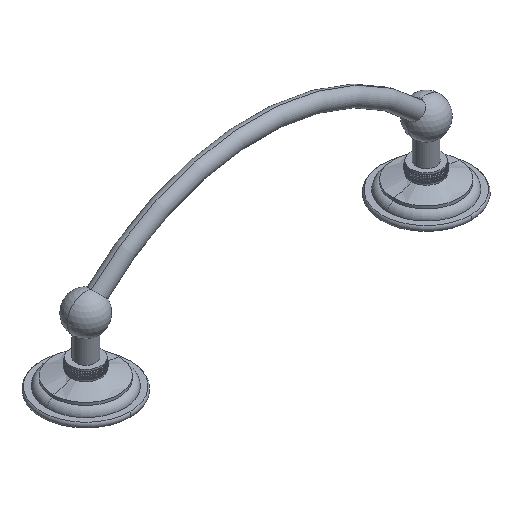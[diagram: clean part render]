
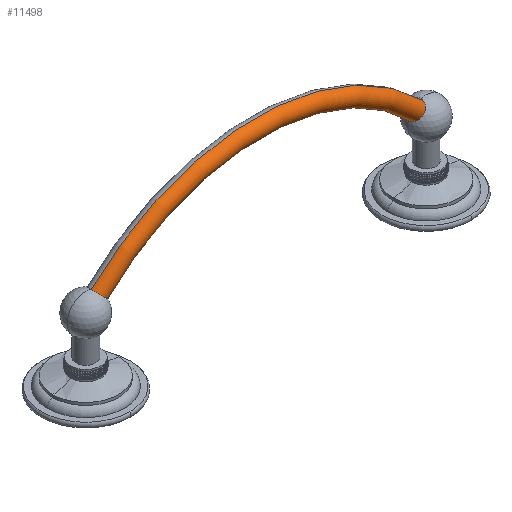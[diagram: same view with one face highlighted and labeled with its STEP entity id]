
A CAD part, isometric view. The second image highlights one B-rep face of the part: STEP entity #11498.
In plain terms, the highlighted toroidal (fillet/blend) face has major radius 136.233 mm and minor radius 5.004 mm.
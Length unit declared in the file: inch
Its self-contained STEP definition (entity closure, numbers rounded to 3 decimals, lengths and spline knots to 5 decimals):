
#2940=CARTESIAN_POINT('',(0.20743,0.,1.70221));
#2941=DIRECTION('',(0.707,0.,0.707));
#2942=DIRECTION('',(-0.707,0.,0.707));
#2943=AXIS2_PLACEMENT_3D('',#2940,#2941,#2942);
#2955=CARTESIAN_POINT('',(4.,0.,-2.09036));
#2956=DIRECTION('',(0.,1.,0.));
#2957=DIRECTION('',(-0.707,0.,0.707));
#2958=AXIS2_PLACEMENT_3D('',#2955,#2956,#2957);
#2960=CARTESIAN_POINT('',(4.,0.,-2.09036));
#2961=DIRECTION('',(0.,1.,0.));
#2962=DIRECTION('',(-0.707,0.,0.707));
#2963=AXIS2_PLACEMENT_3D('',#2960,#2961,#2962);
#2970=CARTESIAN_POINT('',(7.79257,0.,1.70221));
#2971=DIRECTION('',(0.707,0.,-0.707));
#2972=DIRECTION('',(0.707,0.,0.707));
#2973=AXIS2_PLACEMENT_3D('',#2970,#2971,#2972);
#6966=CARTESIAN_POINT('',(0.34673,0.,1.56291));
#6967=CARTESIAN_POINT('',(0.06813,0.,1.84151));
#6968=VERTEX_POINT('',#6966);
#6969=VERTEX_POINT('',#6967);
#6970=CARTESIAN_POINT('',(7.65327,0.,1.56291));
#6971=CARTESIAN_POINT('',(7.93187,0.,1.84151));
#6972=VERTEX_POINT('',#6970);
#6973=VERTEX_POINT('',#6971);
#11486=CARTESIAN_POINT('',(4.,0.,-2.09036));
#11487=DIRECTION('',(0.,1.,0.));
#11488=DIRECTION('',(0.707,0.,-0.707));
#11489=AXIS2_PLACEMENT_3D('',#11486,#11487,#11488);
#11490=TOROIDAL_SURFACE('',#11489,5.3635,0.197);
#11491=ORIENTED_EDGE('',*,*,#11462,.F.);
#11492=ORIENTED_EDGE('',*,*,#11481,.T.);
#11494=ORIENTED_EDGE('',*,*,#11493,.T.);
#11495=ORIENTED_EDGE('',*,*,#11477,.F.);
#11496=EDGE_LOOP('',(#11491,#11492,#11494,#11495));
#11497=FACE_OUTER_BOUND('',#11496,.F.);
#11498=ADVANCED_FACE('',(#11497),#11490,.T.);
#2944=CIRCLE('',#2943,0.197);
#2959=CIRCLE('',#2958,5.1665);
#2964=CIRCLE('',#2963,5.5605);
#2974=CIRCLE('',#2973,0.197);
#11462=EDGE_CURVE('',#6969,#6968,#2944,.T.);
#11477=EDGE_CURVE('',#6968,#6972,#2959,.T.);
#11481=EDGE_CURVE('',#6969,#6973,#2964,.T.);
#11493=EDGE_CURVE('',#6973,#6972,#2974,.T.);
